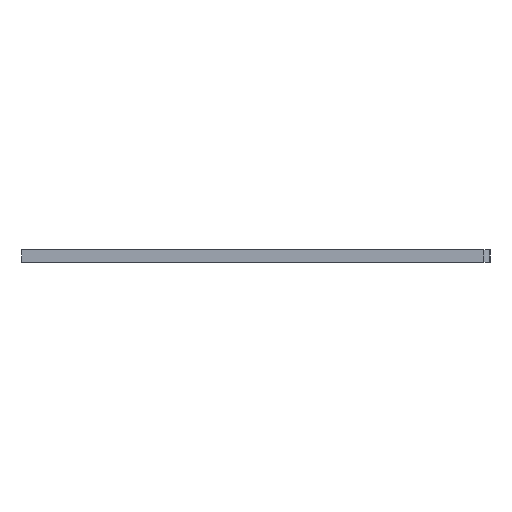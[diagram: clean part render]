
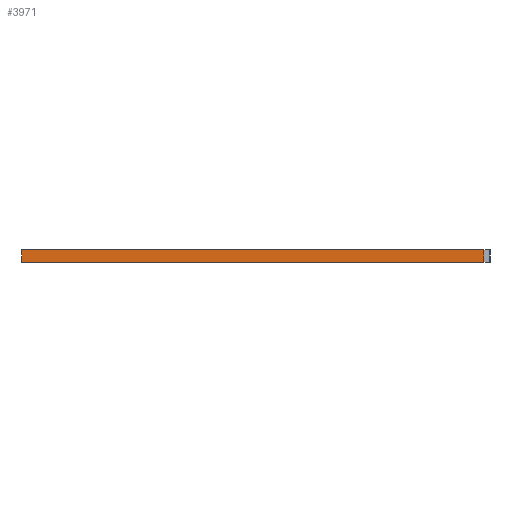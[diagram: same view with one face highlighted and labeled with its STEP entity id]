
A CAD part, left-side view. The second image highlights one B-rep face of the part: STEP entity #3971.
In plain terms, the highlighted planar face has unit normal (-1, 0, 0).
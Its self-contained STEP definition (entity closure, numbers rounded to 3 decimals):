
#286=FACE_OUTER_BOUND('',#573,.T.);
#573=EDGE_LOOP('',(#3263,#3264,#3265,#3266));
#977=LINE('',#5865,#1316);
#1050=LINE('',#6269,#1389);
#1172=LINE('',#6766,#1511);
#1174=LINE('',#6769,#1513);
#1316=VECTOR('',#4605,10.);
#1389=VECTOR('',#4940,10.);
#1511=VECTOR('',#5424,10.);
#1513=VECTOR('',#5428,10.);
#1656=VERTEX_POINT('',#5862);
#1657=VERTEX_POINT('',#5864);
#1856=VERTEX_POINT('',#6266);
#1857=VERTEX_POINT('',#6268);
#2054=EDGE_CURVE('',#1656,#1657,#977,.T.);
#2256=EDGE_CURVE('',#1857,#1856,#1050,.T.);
#2506=EDGE_CURVE('',#1857,#1656,#1172,.T.);
#2508=EDGE_CURVE('',#1856,#1657,#1174,.T.);
#3263=ORIENTED_EDGE('',*,*,#2506,.F.);
#3264=ORIENTED_EDGE('',*,*,#2256,.T.);
#3265=ORIENTED_EDGE('',*,*,#2508,.T.);
#3266=ORIENTED_EDGE('',*,*,#2054,.F.);
#3870=PLANE('',#4453);
#3971=ADVANCED_FACE('',(#286),#3870,.T.);
#4453=AXIS2_PLACEMENT_3D('',#6768,#5426,#5427);
#4605=DIRECTION('',(0.,1.,0.));
#4940=DIRECTION('',(0.,1.,0.));
#5424=DIRECTION('',(0.,0.,-1.));
#5426=DIRECTION('center_axis',(-1.,0.,0.));
#5427=DIRECTION('ref_axis',(0.,-1.,0.));
#5428=DIRECTION('',(0.,0.,-1.));
#5862=CARTESIAN_POINT('',(-191.137,-19.812,-0.6));
#5864=CARTESIAN_POINT('',(-191.137,56.688,-0.6));
#5865=CARTESIAN_POINT('',(-191.137,-19.812,-0.6));
#6266=CARTESIAN_POINT('',(-191.137,56.688,1.5));
#6268=CARTESIAN_POINT('',(-191.137,-19.812,1.5));
#6269=CARTESIAN_POINT('',(-191.137,56.688,1.5));
#6766=CARTESIAN_POINT('',(-191.137,-19.812,0.375));
#6768=CARTESIAN_POINT('Origin',(-191.137,56.688,0.));
#6769=CARTESIAN_POINT('',(-191.137,56.688,1.5));
